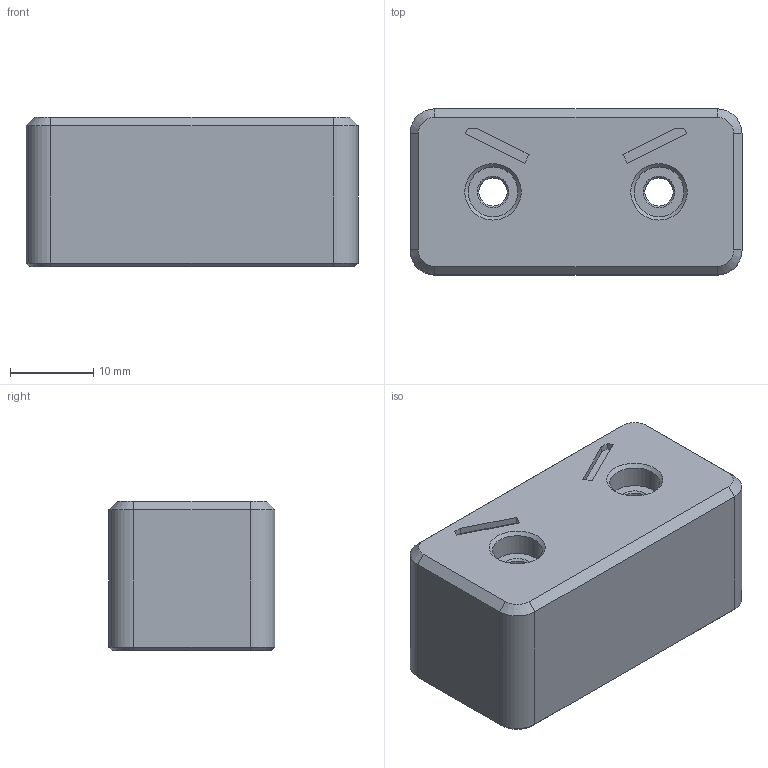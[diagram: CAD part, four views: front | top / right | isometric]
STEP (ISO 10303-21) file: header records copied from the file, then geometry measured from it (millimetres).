
FILE_DESCRIPTION(/* description */ (''),/* implementation_level */ '2;1');
FILE_NAME(/* name */ 'gantry_frame_bumper.step',/* time_stamp */ '2025-07-28T12:39:42+02:00',/* author */ (''),/* organization */ (''),/* preprocessor_version */ 'ST-DEVELOPER v20.1',/* originating_system */ 'Autodesk Translation Framework v14.10.0.0',/* authorisation */ '');
FILE_SCHEMA (('AUTOMOTIVE_DESIGN { 1 0 10303 214 3 1 1 }'));
Length unit declared in the file: millimetre
Products named in the file (1): gantry_frame_bumper
Bounding box: 40 x 20 x 18 mm (x, y, z)
Volume: 13732.9 mm3; surface area: 3966.9 mm2
Topology: 1 solids, 1 shells, 50 faces, 110 edges, 66 vertices
Faces by surface type: plane 28, cone 14, cylinder 8
Full cylindrical faces by diameter (mm): 3.4 x2, 6 x2
Entity records: 1396 total; most frequent: DIRECTION 242, CARTESIAN_POINT 227, ORIENTED_EDGE 220, EDGE_CURVE 110, AXIS2_PLACEMENT_3D 81, LINE 80, VECTOR 80, VERTEX_POINT 66
